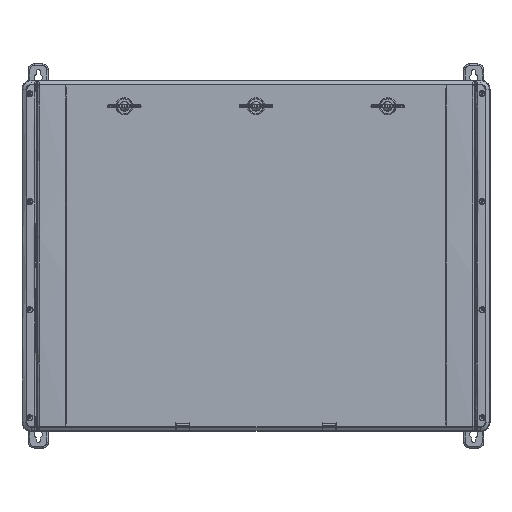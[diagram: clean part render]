
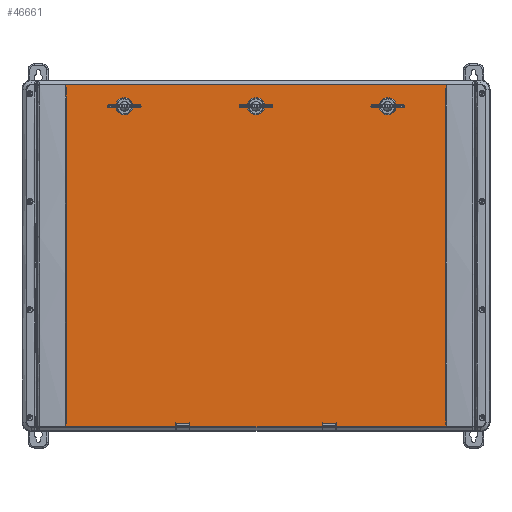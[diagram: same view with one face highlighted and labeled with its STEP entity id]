
A CAD part, top view. The second image highlights one B-rep face of the part: STEP entity #46661.
In plain terms, the highlighted planar face has unit normal (0, 0, 1).
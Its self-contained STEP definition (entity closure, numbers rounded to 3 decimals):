
#46661=ADVANCED_FACE('',(#60254,#60255,#60256,#60257),#51992,.F.);
#51992=PLANE('',#140986);
#54711=B_SPLINE_CURVE_WITH_KNOTS('',3,(#186976,#186977,#186978,#186979,
#186980,#186981,#186982,#186983,#186984,#186985),.UNSPECIFIED.,.F.,.F.,
(4,2,2,2,4),(0.,0.125,0.25,0.5,1.),.UNSPECIFIED.);
#54712=B_SPLINE_CURVE_WITH_KNOTS('',3,(#186989,#186990,#186991,#186992,
#186993,#186994,#186995,#186996,#186997,#186998),.UNSPECIFIED.,.F.,.F.,
(4,2,2,2,4),(0.,0.5,0.75,0.875,1.),
 .UNSPECIFIED.);
#54713=B_SPLINE_CURVE_WITH_KNOTS('',3,(#187002,#187003,#187004,#187005,
#187006,#187007,#187008,#187009,#187010,#187011),.UNSPECIFIED.,.F.,.F.,
(4,2,2,2,4),(0.,0.125,0.25,0.5,1.),
 .UNSPECIFIED.);
#54714=B_SPLINE_CURVE_WITH_KNOTS('',3,(#187015,#187016,#187017,#187018,
#187019,#187020,#187021,#187022,#187023,#187024),.UNSPECIFIED.,.F.,.F.,
(4,2,2,2,4),(0.,0.5,0.75,0.875,1.),.UNSPECIFIED.);
#57809=CIRCLE('',#140983,14.65);
#57810=CIRCLE('',#140984,14.65);
#57811=CIRCLE('',#140985,14.65);
#60254=FACE_BOUND('',#63824,.T.);
#60255=FACE_BOUND('',#63825,.T.);
#60256=FACE_BOUND('',#63826,.T.);
#60257=FACE_BOUND('',#63827,.T.);
#63824=EDGE_LOOP('',(#77498));
#63825=EDGE_LOOP('',(#77499));
#63826=EDGE_LOOP('',(#77500));
#63827=EDGE_LOOP('',(#77501,#77502,#77503,#77504,#77505,#77506,#77507,#77508,
#77509,#77510,#77511,#77512,#77513,#77514,#77515,#77516));
#77498=ORIENTED_EDGE('',*,*,#110931,.T.);
#77499=ORIENTED_EDGE('',*,*,#110932,.T.);
#77500=ORIENTED_EDGE('',*,*,#110933,.T.);
#77501=ORIENTED_EDGE('',*,*,#110934,.T.);
#77502=ORIENTED_EDGE('',*,*,#110822,.T.);
#77503=ORIENTED_EDGE('',*,*,#110935,.T.);
#77504=ORIENTED_EDGE('',*,*,#110936,.T.);
#77505=ORIENTED_EDGE('',*,*,#110937,.T.);
#77506=ORIENTED_EDGE('',*,*,#110938,.T.);
#77507=ORIENTED_EDGE('',*,*,#110939,.T.);
#77508=ORIENTED_EDGE('',*,*,#110940,.T.);
#77509=ORIENTED_EDGE('',*,*,#110941,.T.);
#77510=ORIENTED_EDGE('',*,*,#110942,.T.);
#77511=ORIENTED_EDGE('',*,*,#110943,.T.);
#77512=ORIENTED_EDGE('',*,*,#110443,.T.);
#77513=ORIENTED_EDGE('',*,*,#110944,.T.);
#77514=ORIENTED_EDGE('',*,*,#110438,.T.);
#77515=ORIENTED_EDGE('',*,*,#110945,.T.);
#77516=ORIENTED_EDGE('',*,*,#110471,.T.);
#99666=VERTEX_POINT('',#185912);
#99667=VERTEX_POINT('',#185914);
#99670=VERTEX_POINT('',#185922);
#99672=VERTEX_POINT('',#185925);
#99698=VERTEX_POINT('',#185982);
#99699=VERTEX_POINT('',#185984);
#99961=VERTEX_POINT('',#186755);
#99962=VERTEX_POINT('',#186757);
#100039=VERTEX_POINT('',#186968);
#100040=VERTEX_POINT('',#186970);
#100041=VERTEX_POINT('',#186972);
#100042=VERTEX_POINT('',#186975);
#100043=VERTEX_POINT('',#186986);
#100044=VERTEX_POINT('',#186988);
#100045=VERTEX_POINT('',#186999);
#100046=VERTEX_POINT('',#187001);
#100047=VERTEX_POINT('',#187012);
#100048=VERTEX_POINT('',#187014);
#100049=VERTEX_POINT('',#187025);
#110438=EDGE_CURVE('',#99667,#99666,#123397,.T.);
#110443=EDGE_CURVE('',#99672,#99670,#123400,.T.);
#110471=EDGE_CURVE('',#99699,#99698,#123423,.T.);
#110822=EDGE_CURVE('',#99962,#99961,#123703,.T.);
#110931=EDGE_CURVE('',#100039,#100039,#57809,.T.);
#110932=EDGE_CURVE('',#100040,#100040,#57810,.T.);
#110933=EDGE_CURVE('',#100041,#100041,#57811,.T.);
#110934=EDGE_CURVE('',#99698,#99962,#123787,.T.);
#110935=EDGE_CURVE('',#99961,#100042,#123788,.T.);
#110936=EDGE_CURVE('',#100042,#100043,#54711,.T.);
#110937=EDGE_CURVE('',#100043,#100044,#123789,.T.);
#110938=EDGE_CURVE('',#100044,#100045,#54712,.T.);
#110939=EDGE_CURVE('',#100045,#100046,#123790,.T.);
#110940=EDGE_CURVE('',#100046,#100047,#54713,.T.);
#110941=EDGE_CURVE('',#100047,#100048,#123791,.T.);
#110942=EDGE_CURVE('',#100048,#100049,#54714,.T.);
#110943=EDGE_CURVE('',#100049,#99672,#123792,.T.);
#110944=EDGE_CURVE('',#99670,#99667,#123793,.T.);
#110945=EDGE_CURVE('',#99666,#99699,#123794,.T.);
#123397=LINE('',#185913,#132365);
#123400=LINE('',#185924,#132368);
#123423=LINE('',#185983,#132391);
#123703=LINE('',#186756,#132671);
#123787=LINE('',#186973,#132755);
#123788=LINE('',#186974,#132756);
#123789=LINE('',#186987,#132757);
#123790=LINE('',#187000,#132758);
#123791=LINE('',#187013,#132759);
#123792=LINE('',#187026,#132760);
#123793=LINE('',#187027,#132761);
#123794=LINE('',#187028,#132762);
#132365=VECTOR('',#155485,1.);
#132368=VECTOR('',#155494,1.);
#132391=VECTOR('',#155535,1.);
#132671=VECTOR('',#156075,1.);
#132755=VECTOR('',#156249,1.);
#132756=VECTOR('',#156250,1.);
#132757=VECTOR('',#156251,1.);
#132758=VECTOR('',#156252,1.);
#132759=VECTOR('',#156253,1.);
#132760=VECTOR('',#156254,1.);
#132761=VECTOR('',#156255,1.);
#132762=VECTOR('',#156256,1.);
#140983=AXIS2_PLACEMENT_3D('',#186967,#156243,#156244);
#140984=AXIS2_PLACEMENT_3D('',#186969,#156245,#156246);
#140985=AXIS2_PLACEMENT_3D('',#186971,#156247,#156248);
#140986=AXIS2_PLACEMENT_3D('',#187029,#156257,#156258);
#155485=DIRECTION('',(0.,-1.,0.));
#155494=DIRECTION('',(0.,1.,0.));
#155535=DIRECTION('',(0.,1.,0.));
#156075=DIRECTION('',(0.,-1.,0.));
#156243=DIRECTION('',(0.,0.,-1.));
#156244=DIRECTION('',(1.,0.,0.));
#156245=DIRECTION('',(0.,0.,-1.));
#156246=DIRECTION('',(1.,0.,0.));
#156247=DIRECTION('',(0.,0.,-1.));
#156248=DIRECTION('',(1.,0.,0.));
#156249=DIRECTION('',(1.,0.,0.));
#156250=DIRECTION('',(1.,0.,0.));
#156251=DIRECTION('',(0.,1.,0.));
#156252=DIRECTION('',(-1.,0.,0.));
#156253=DIRECTION('',(0.,-1.,0.));
#156254=DIRECTION('',(1.,0.,0.));
#156255=DIRECTION('',(1.,0.,0.));
#156256=DIRECTION('',(1.,0.,0.));
#156257=DIRECTION('',(0.,0.,-1.));
#156258=DIRECTION('',(1.,0.,0.));
#185912=CARTESIAN_POINT('',(287.1,7.997,250.1));
#185913=CARTESIAN_POINT('',(287.1,600.,250.1));
#185914=CARTESIAN_POINT('',(287.1,13.844,250.1));
#185922=CARTESIAN_POINT('',(262.9,13.844,250.1));
#185924=CARTESIAN_POINT('',(262.9,600.,250.1));
#185925=CARTESIAN_POINT('',(262.9,7.997,250.1));
#185982=CARTESIAN_POINT('',(512.9,13.844,250.1));
#185983=CARTESIAN_POINT('',(512.9,600.,250.1));
#185984=CARTESIAN_POINT('',(512.9,7.997,250.1));
#186755=CARTESIAN_POINT('',(537.1,7.997,250.1));
#186756=CARTESIAN_POINT('',(537.1,600.,250.1));
#186757=CARTESIAN_POINT('',(537.1,13.844,250.1));
#186967=CARTESIAN_POINT('',(175.,555.5,250.1));
#186968=CARTESIAN_POINT('',(189.65,555.5,250.1));
#186969=CARTESIAN_POINT('',(400.,555.5,250.1));
#186970=CARTESIAN_POINT('',(414.65,555.5,250.1));
#186971=CARTESIAN_POINT('',(625.,555.5,250.1));
#186972=CARTESIAN_POINT('',(639.65,555.5,250.1));
#186973=CARTESIAN_POINT('',(537.,13.844,250.1));
#186974=CARTESIAN_POINT('',(724.024,7.997,250.1));
#186975=CARTESIAN_POINT('',(725.175,7.997,250.1));
#186976=CARTESIAN_POINT('',(725.175,7.997,250.1));
#186977=CARTESIAN_POINT('',(724.891,8.906,250.1));
#186978=CARTESIAN_POINT('',(724.814,9.869,250.1));
#186979=CARTESIAN_POINT('',(724.614,11.764,250.1));
#186980=CARTESIAN_POINT('',(724.54,12.714,250.1));
#186981=CARTESIAN_POINT('',(724.348,15.566,250.1));
#186982=CARTESIAN_POINT('',(724.264,17.471,250.1));
#186983=CARTESIAN_POINT('',(724.071,23.184,250.1));
#186984=CARTESIAN_POINT('',(724.024,26.996,250.1));
#186985=CARTESIAN_POINT('',(724.024,30.808,250.1));
#186986=CARTESIAN_POINT('',(724.024,30.808,250.1));
#186987=CARTESIAN_POINT('',(724.024,300.,250.1));
#186988=CARTESIAN_POINT('',(724.024,569.193,250.1));
#186989=CARTESIAN_POINT('',(724.024,569.193,250.1));
#186990=CARTESIAN_POINT('',(724.024,573.005,250.1));
#186991=CARTESIAN_POINT('',(724.071,576.816,250.1));
#186992=CARTESIAN_POINT('',(724.264,582.53,250.1));
#186993=CARTESIAN_POINT('',(724.348,584.435,250.1));
#186994=CARTESIAN_POINT('',(724.54,587.286,250.1));
#186995=CARTESIAN_POINT('',(724.614,588.236,250.1));
#186996=CARTESIAN_POINT('',(724.814,590.132,250.1));
#186997=CARTESIAN_POINT('',(724.891,591.094,250.1));
#186998=CARTESIAN_POINT('',(725.175,592.003,250.1));
#186999=CARTESIAN_POINT('',(725.175,592.003,250.1));
#187000=CARTESIAN_POINT('',(75.976,592.003,250.1));
#187001=CARTESIAN_POINT('',(74.825,592.003,250.1));
#187002=CARTESIAN_POINT('',(74.825,592.003,250.1));
#187003=CARTESIAN_POINT('',(75.109,591.094,250.1));
#187004=CARTESIAN_POINT('',(75.186,590.132,250.1));
#187005=CARTESIAN_POINT('',(75.386,588.236,250.1));
#187006=CARTESIAN_POINT('',(75.46,587.286,250.1));
#187007=CARTESIAN_POINT('',(75.652,584.435,250.1));
#187008=CARTESIAN_POINT('',(75.736,582.53,250.1));
#187009=CARTESIAN_POINT('',(75.929,576.816,250.1));
#187010=CARTESIAN_POINT('',(75.976,573.005,250.1));
#187011=CARTESIAN_POINT('',(75.976,569.193,250.1));
#187012=CARTESIAN_POINT('',(75.976,569.193,250.1));
#187013=CARTESIAN_POINT('',(75.976,300.,250.1));
#187014=CARTESIAN_POINT('',(75.976,30.808,250.1));
#187015=CARTESIAN_POINT('',(75.976,30.808,250.1));
#187016=CARTESIAN_POINT('',(75.976,26.996,250.1));
#187017=CARTESIAN_POINT('',(75.929,23.184,250.1));
#187018=CARTESIAN_POINT('',(75.736,17.471,250.1));
#187019=CARTESIAN_POINT('',(75.652,15.566,250.1));
#187020=CARTESIAN_POINT('',(75.46,12.714,250.1));
#187021=CARTESIAN_POINT('',(75.386,11.764,250.1));
#187022=CARTESIAN_POINT('',(75.186,9.869,250.1));
#187023=CARTESIAN_POINT('',(75.109,8.906,250.1));
#187024=CARTESIAN_POINT('',(74.825,7.997,250.1));
#187025=CARTESIAN_POINT('',(74.825,7.997,250.1));
#187026=CARTESIAN_POINT('',(724.024,7.997,250.1));
#187027=CARTESIAN_POINT('',(263.,13.844,250.1));
#187028=CARTESIAN_POINT('',(724.024,7.997,250.1));
#187029=CARTESIAN_POINT('',(123.5,600.,250.1));
